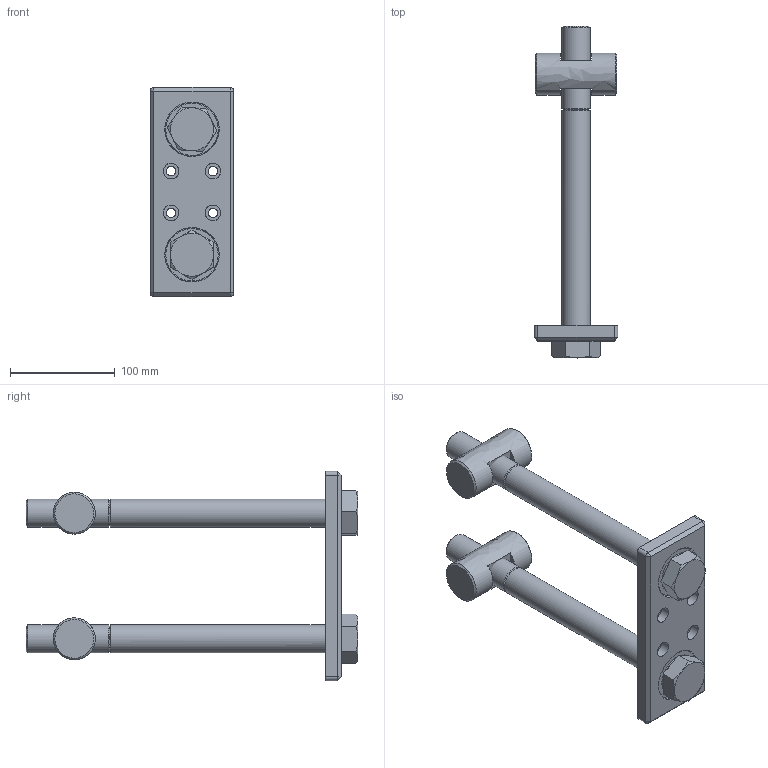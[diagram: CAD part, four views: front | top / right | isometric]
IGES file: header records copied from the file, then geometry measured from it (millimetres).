
Global section: file name: SV6000V_A; native system: Autodesk Inventor 2015; preprocessor: unknown; author: C. Hanke; date: 20151127.121634; units: millimetre
Bounding box: 80 x 317 x 200 mm (x, y, z)
Volume: 753808.1 mm3; surface area: 137903.2 mm2
Topology: 7 solids, 7 shells, 122 faces, 272 edges, 172 vertices
Faces by surface type: bspline 122
